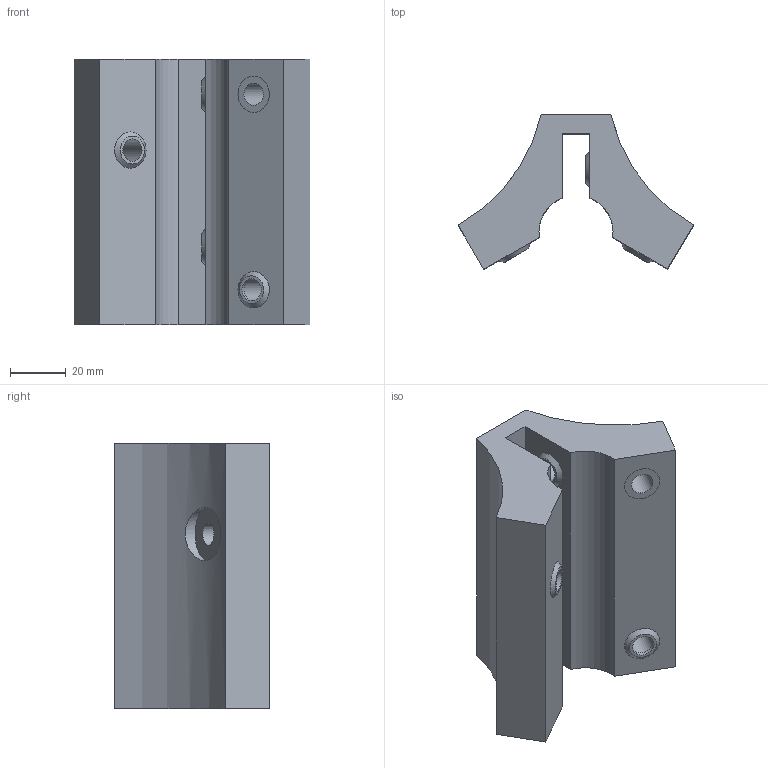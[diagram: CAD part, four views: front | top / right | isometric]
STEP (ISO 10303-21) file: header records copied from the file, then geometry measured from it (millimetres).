
FILE_DESCRIPTION(('FreeCAD Model'),'2;1');
FILE_NAME('Open CASCADE Shape Model','2022-02-13T15:06:07',('Author'),( ''),'Open CASCADE STEP processor 7.5','FreeCAD','Unknown');
FILE_SCHEMA(('AUTOMOTIVE_DESIGN { 1 0 10303 214 1 1 1 1 }'));
Length unit declared in the file: millimetre
Products named in the file (1): NEL Truck Base
Bounding box: 84.44 x 55.56 x 95 mm (x, y, z)
Volume: 174655.7 mm3; surface area: 34984.7 mm2
Topology: 1 solids, 1 shells, 41 faces, 89 edges, 59 vertices
Faces by surface type: plane 20, cylinder 17, cone 4
Full cylindrical faces by diameter (mm): 8 x7, 19 x4
Entity records: 4184 total; most frequent: CARTESIAN_POINT 2348, DIRECTION 333, ORIENTED_EDGE 178, PCURVE 178, DEFINITIONAL_REPRESENTATION 178, LINE 156, VECTOR 156, EDGE_CURVE 89
